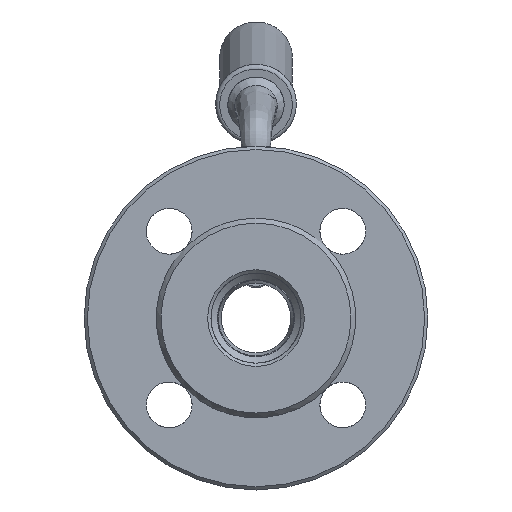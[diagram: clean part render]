
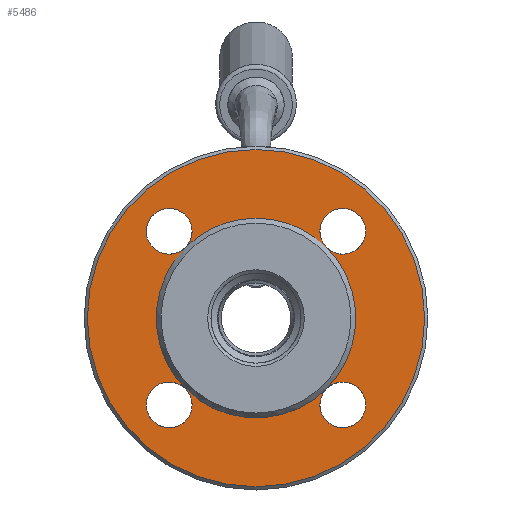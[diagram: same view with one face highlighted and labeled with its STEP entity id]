
A CAD part, front view. The second image highlights one B-rep face of the part: STEP entity #5486.
In plain terms, the highlighted planar face has unit normal (0, -1, 0).
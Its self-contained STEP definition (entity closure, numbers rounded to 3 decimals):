
#5336=CARTESIAN_POINT('',(0.,-73.,51.5));
#5337=VERTEX_POINT('',#5336);
#5344=CARTESIAN_POINT('',(-0.,-73.,-51.5));
#5345=VERTEX_POINT('',#5344);
#5346=CARTESIAN_POINT('',(0.,-73.,0.));
#5347=DIRECTION('',(0.,-1.,0.));
#5348=DIRECTION('',(0.,0.,-1.));
#5349=AXIS2_PLACEMENT_3D('',#5346,#5347,#5348);
#5350=CIRCLE('',#5349,51.5);
#5351=EDGE_CURVE('',#5345,#5337,#5350,.T.);
#5353=CARTESIAN_POINT('',(0.,-73.,0.));
#5354=DIRECTION('',(0.,-1.,0.));
#5355=DIRECTION('',(0.,0.,-1.));
#5356=AXIS2_PLACEMENT_3D('',#5353,#5354,#5355);
#5357=CIRCLE('',#5356,51.5);
#5358=EDGE_CURVE('',#5337,#5345,#5357,.T.);
#5366=CARTESIAN_POINT('',(0.,-73.,30.5));
#5367=DIRECTION('',(0.,-1.,0.));
#5368=DIRECTION('',(0.,0.,-1.));
#5369=AXIS2_PLACEMENT_3D('',#5366,#5367,#5368);
#5370=PLANE('',#5369);
#5371=ORIENTED_EDGE('',*,*,#5351,.T.);
#5372=ORIENTED_EDGE('',*,*,#5358,.T.);
#5373=EDGE_LOOP('',(#5371,#5372));
#5374=FACE_BOUND('',#5373,.T.);
#5375=CARTESIAN_POINT('',(-21.567,-73.,21.567));
#5376=VERTEX_POINT('',#5375);
#5377=CARTESIAN_POINT('',(-21.567,-73.,-21.567));
#5378=VERTEX_POINT('',#5377);
#5379=CARTESIAN_POINT('',(0.,-73.,0.));
#5380=DIRECTION('',(0.,-1.,0.));
#5381=DIRECTION('',(0.,0.,-1.));
#5382=AXIS2_PLACEMENT_3D('',#5379,#5380,#5381);
#5383=CIRCLE('',#5382,30.5);
#5384=EDGE_CURVE('',#5376,#5378,#5383,.T.);
#5385=ORIENTED_EDGE('',*,*,#5384,.F.);
#5386=CARTESIAN_POINT('',(-19.517,-73.,26.517));
#5387=VERTEX_POINT('',#5386);
#5388=CARTESIAN_POINT('',(-26.517,-73.,26.517));
#5389=DIRECTION('',(0.,-1.,0.));
#5390=DIRECTION('',(1.,0.,0.));
#5391=AXIS2_PLACEMENT_3D('',#5388,#5389,#5390);
#5392=CIRCLE('',#5391,7.);
#5393=EDGE_CURVE('',#5387,#5376,#5392,.T.);
#5394=ORIENTED_EDGE('',*,*,#5393,.F.);
#5395=CARTESIAN_POINT('',(-26.517,-73.,26.517));
#5396=DIRECTION('',(0.,-1.,0.));
#5397=DIRECTION('',(1.,0.,0.));
#5398=AXIS2_PLACEMENT_3D('',#5395,#5396,#5397);
#5399=CIRCLE('',#5398,7.);
#5400=EDGE_CURVE('',#5376,#5387,#5399,.T.);
#5401=ORIENTED_EDGE('',*,*,#5400,.F.);
#5402=CARTESIAN_POINT('',(0.,-73.,30.5));
#5403=VERTEX_POINT('',#5402);
#5404=CARTESIAN_POINT('',(0.,-73.,0.));
#5405=DIRECTION('',(0.,-1.,0.));
#5406=DIRECTION('',(0.,0.,-1.));
#5407=AXIS2_PLACEMENT_3D('',#5404,#5405,#5406);
#5408=CIRCLE('',#5407,30.5);
#5409=EDGE_CURVE('',#5403,#5376,#5408,.T.);
#5410=ORIENTED_EDGE('',*,*,#5409,.F.);
#5411=CARTESIAN_POINT('',(21.567,-73.,21.567));
#5412=VERTEX_POINT('',#5411);
#5413=CARTESIAN_POINT('',(0.,-73.,0.));
#5414=DIRECTION('',(0.,-1.,0.));
#5415=DIRECTION('',(0.,0.,-1.));
#5416=AXIS2_PLACEMENT_3D('',#5413,#5414,#5415);
#5417=CIRCLE('',#5416,30.5);
#5418=EDGE_CURVE('',#5412,#5403,#5417,.T.);
#5419=ORIENTED_EDGE('',*,*,#5418,.F.);
#5420=CARTESIAN_POINT('',(33.517,-73.,26.517));
#5421=VERTEX_POINT('',#5420);
#5422=CARTESIAN_POINT('',(26.517,-73.,26.517));
#5423=DIRECTION('',(0.,-1.,0.));
#5424=DIRECTION('',(1.,0.,0.));
#5425=AXIS2_PLACEMENT_3D('',#5422,#5423,#5424);
#5426=CIRCLE('',#5425,7.);
#5427=EDGE_CURVE('',#5421,#5412,#5426,.T.);
#5428=ORIENTED_EDGE('',*,*,#5427,.F.);
#5429=CARTESIAN_POINT('',(26.517,-73.,26.517));
#5430=DIRECTION('',(0.,-1.,0.));
#5431=DIRECTION('',(1.,0.,0.));
#5432=AXIS2_PLACEMENT_3D('',#5429,#5430,#5431);
#5433=CIRCLE('',#5432,7.);
#5434=EDGE_CURVE('',#5412,#5421,#5433,.T.);
#5435=ORIENTED_EDGE('',*,*,#5434,.F.);
#5436=CARTESIAN_POINT('',(21.567,-73.,-21.567));
#5437=VERTEX_POINT('',#5436);
#5438=CARTESIAN_POINT('',(0.,-73.,0.));
#5439=DIRECTION('',(0.,-1.,0.));
#5440=DIRECTION('',(0.,0.,-1.));
#5441=AXIS2_PLACEMENT_3D('',#5438,#5439,#5440);
#5442=CIRCLE('',#5441,30.5);
#5443=EDGE_CURVE('',#5437,#5412,#5442,.T.);
#5444=ORIENTED_EDGE('',*,*,#5443,.F.);
#5445=CARTESIAN_POINT('',(33.517,-73.,-26.517));
#5446=VERTEX_POINT('',#5445);
#5447=CARTESIAN_POINT('',(26.517,-73.,-26.517));
#5448=DIRECTION('',(0.,-1.,0.));
#5449=DIRECTION('',(1.,0.,0.));
#5450=AXIS2_PLACEMENT_3D('',#5447,#5448,#5449);
#5451=CIRCLE('',#5450,7.);
#5452=EDGE_CURVE('',#5446,#5437,#5451,.T.);
#5453=ORIENTED_EDGE('',*,*,#5452,.F.);
#5454=CARTESIAN_POINT('',(26.517,-73.,-26.517));
#5455=DIRECTION('',(0.,-1.,0.));
#5456=DIRECTION('',(1.,0.,0.));
#5457=AXIS2_PLACEMENT_3D('',#5454,#5455,#5456);
#5458=CIRCLE('',#5457,7.);
#5459=EDGE_CURVE('',#5437,#5446,#5458,.T.);
#5460=ORIENTED_EDGE('',*,*,#5459,.F.);
#5461=CARTESIAN_POINT('',(0.,-73.,0.));
#5462=DIRECTION('',(0.,-1.,0.));
#5463=DIRECTION('',(0.,0.,-1.));
#5464=AXIS2_PLACEMENT_3D('',#5461,#5462,#5463);
#5465=CIRCLE('',#5464,30.5);
#5466=EDGE_CURVE('',#5378,#5437,#5465,.T.);
#5467=ORIENTED_EDGE('',*,*,#5466,.F.);
#5468=CARTESIAN_POINT('',(-19.517,-73.,-26.517));
#5469=VERTEX_POINT('',#5468);
#5470=CARTESIAN_POINT('',(-26.517,-73.,-26.517));
#5471=DIRECTION('',(0.,-1.,0.));
#5472=DIRECTION('',(1.,0.,0.));
#5473=AXIS2_PLACEMENT_3D('',#5470,#5471,#5472);
#5474=CIRCLE('',#5473,7.);
#5475=EDGE_CURVE('',#5469,#5378,#5474,.T.);
#5476=ORIENTED_EDGE('',*,*,#5475,.F.);
#5477=CARTESIAN_POINT('',(-26.517,-73.,-26.517));
#5478=DIRECTION('',(0.,-1.,0.));
#5479=DIRECTION('',(1.,0.,0.));
#5480=AXIS2_PLACEMENT_3D('',#5477,#5478,#5479);
#5481=CIRCLE('',#5480,7.);
#5482=EDGE_CURVE('',#5378,#5469,#5481,.T.);
#5483=ORIENTED_EDGE('',*,*,#5482,.F.);
#5484=EDGE_LOOP('',(#5385,#5394,#5401,#5410,#5419,#5428,#5435,#5444,#5453,#5460,#5467,#5476,#5483));
#5485=FACE_BOUND('',#5484,.T.);
#5486=ADVANCED_FACE('',(#5374,#5485),#5370,.T.);
